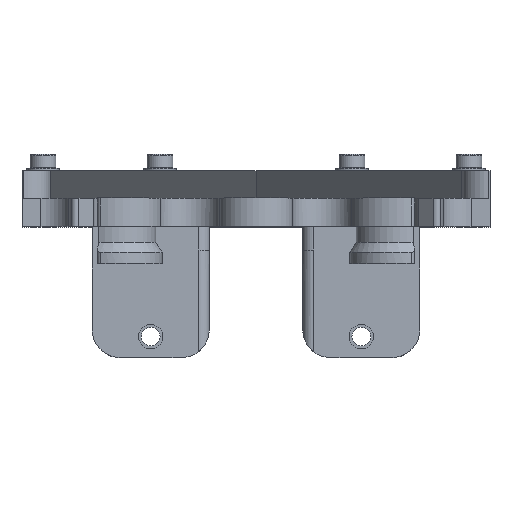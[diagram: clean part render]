
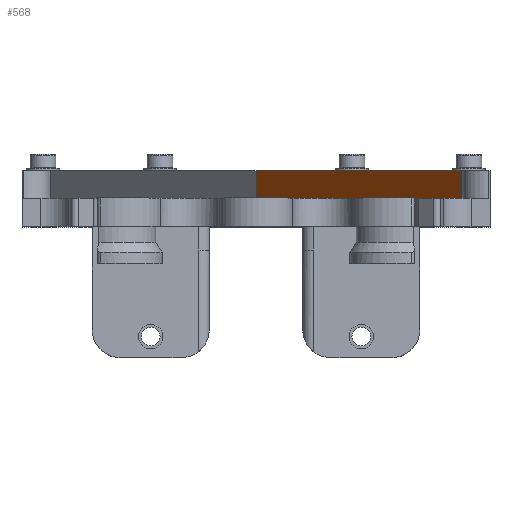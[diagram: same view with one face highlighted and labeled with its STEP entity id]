
A CAD part, top view. The second image highlights one B-rep face of the part: STEP entity #568.
In plain terms, the highlighted planar face has unit normal (-0.085, -0.705, 0.705).
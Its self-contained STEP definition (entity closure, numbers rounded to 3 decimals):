
#22 = VERTEX_POINT('',#23);
#23 = CARTESIAN_POINT('',(44.,0.,15.279));
#32 = PLANE('',#33);
#33 = AXIS2_PLACEMENT_3D('',#34,#35,#36);
#34 = CARTESIAN_POINT('',(44.,6.,21.28));
#35 = DIRECTION('',(-1.,0.,0.));
#36 = DIRECTION('',(0.,0.,1.));
#43 = PLANE('',#44);
#44 = AXIS2_PLACEMENT_3D('',#45,#46,#47);
#45 = CARTESIAN_POINT('',(-44.,0.,21.28));
#46 = DIRECTION('',(0.,1.,0.));
#47 = DIRECTION('',(0.,0.,1.));
#55 = VERTEX_POINT('',#56);
#56 = CARTESIAN_POINT('',(44.,6.,21.28));
#82 = EDGE_CURVE('',#55,#22,#83,.T.);
#83 = SURFACE_CURVE('',#84,(#88,#94),.PCURVE_S1.);
#84 = LINE('',#85,#86);
#85 = CARTESIAN_POINT('',(44.,4.68,19.96));
#86 = VECTOR('',#87,1.);
#87 = DIRECTION('',(0.,-0.707,-0.707));
#88 = PCURVE('',#32,#89);
#89 = DEFINITIONAL_REPRESENTATION('',(#90),#93);
#90 = B_SPLINE_CURVE_WITH_KNOTS('',1,(#91,#92),.UNSPECIFIED.,.F.,.F.,(2,
    2),(-1.867,6.619),.PIECEWISE_BEZIER_KNOTS.);
#91 = CARTESIAN_POINT('',(0.,0.));
#92 = CARTESIAN_POINT('',(-6.001,-6.));
#93 = ( GEOMETRIC_REPRESENTATION_CONTEXT(2) 
PARAMETRIC_REPRESENTATION_CONTEXT() REPRESENTATION_CONTEXT('2D SPACE',''
  ) );
#94 = PCURVE('',#95,#100);
#95 = PLANE('',#96);
#96 = AXIS2_PLACEMENT_3D('',#97,#98,#99);
#97 = CARTESIAN_POINT('',(0.,6.,16.));
#98 = DIRECTION('',(-0.085,-0.705,0.705)
  );
#99 = DIRECTION('',(0.993,0.,0.119));
#100 = DEFINITIONAL_REPRESENTATION('',(#101),#104);
#101 = B_SPLINE_CURVE_WITH_KNOTS('',1,(#102,#103),.UNSPECIFIED.,.F.,.F.,
  (2,2),(-1.867,6.619),.PIECEWISE_BEZIER_KNOTS.);
#102 = CARTESIAN_POINT('',(44.316,0.));
#103 = CARTESIAN_POINT('',(43.601,-8.456));
#104 = ( GEOMETRIC_REPRESENTATION_CONTEXT(2) 
PARAMETRIC_REPRESENTATION_CONTEXT() REPRESENTATION_CONTEXT('2D SPACE',''
  ) );
#330 = VERTEX_POINT('',#331);
#331 = CARTESIAN_POINT('',(0.,0.,9.999));
#344 = PLANE('',#345);
#345 = AXIS2_PLACEMENT_3D('',#346,#347,#348);
#346 = CARTESIAN_POINT('',(-44.,6.,21.28));
#347 = DIRECTION('',(0.085,-0.705,0.705)
  );
#348 = DIRECTION('',(0.993,0.,-0.119)
  );
#355 = EDGE_CURVE('',#330,#22,#356,.T.);
#356 = SURFACE_CURVE('',#357,(#361,#367),.PCURVE_S1.);
#357 = LINE('',#358,#359);
#358 = CARTESIAN_POINT('',(-20.665,0.,
    7.519));
#359 = VECTOR('',#360,1.);
#360 = DIRECTION('',(0.993,0.,0.119));
#361 = PCURVE('',#43,#362);
#362 = DEFINITIONAL_REPRESENTATION('',(#363),#366);
#363 = B_SPLINE_CURVE_WITH_KNOTS('',1,(#364,#365),.UNSPECIFIED.,.F.,.F.,
  (2,2),(20.814,65.129),.PIECEWISE_BEZIER_KNOTS.);
#364 = CARTESIAN_POINT('',(-11.281,44.));
#365 = CARTESIAN_POINT('',(-6.001,88.));
#366 = ( GEOMETRIC_REPRESENTATION_CONTEXT(2) 
PARAMETRIC_REPRESENTATION_CONTEXT() REPRESENTATION_CONTEXT('2D SPACE',''
  ) );
#367 = PCURVE('',#95,#368);
#368 = DEFINITIONAL_REPRESENTATION('',(#369),#372);
#369 = B_SPLINE_CURVE_WITH_KNOTS('',1,(#370,#371),.UNSPECIFIED.,.F.,.F.,
  (2,2),(20.814,65.129),.PIECEWISE_BEZIER_KNOTS.);
#370 = CARTESIAN_POINT('',(-0.715,-8.456));
#371 = CARTESIAN_POINT('',(43.601,-8.456));
#372 = ( GEOMETRIC_REPRESENTATION_CONTEXT(2) 
PARAMETRIC_REPRESENTATION_CONTEXT() REPRESENTATION_CONTEXT('2D SPACE',''
  ) );
#534 = PLANE('',#535);
#535 = AXIS2_PLACEMENT_3D('',#536,#537,#538);
#536 = CARTESIAN_POINT('',(-44.,6.,21.28));
#537 = DIRECTION('',(0.,1.,0.));
#538 = DIRECTION('',(0.,0.,1.));
#568 = ADVANCED_FACE('',(#569),#95,.T.);
#569 = FACE_BOUND('',#570,.T.);
#570 = EDGE_LOOP('',(#571,#592,#593,#594));
#571 = ORIENTED_EDGE('',*,*,#572,.T.);
#572 = EDGE_CURVE('',#573,#330,#575,.T.);
#573 = VERTEX_POINT('',#574);
#574 = CARTESIAN_POINT('',(0.,6.,16.));
#575 = SURFACE_CURVE('',#576,(#580,#586),.PCURVE_S1.);
#576 = LINE('',#577,#578);
#577 = CARTESIAN_POINT('',(0.,7.32,17.32));
#578 = VECTOR('',#579,1.);
#579 = DIRECTION('',(0.,-0.707,-0.707));
#580 = PCURVE('',#95,#581);
#581 = DEFINITIONAL_REPRESENTATION('',(#582),#585);
#582 = B_SPLINE_CURVE_WITH_KNOTS('',1,(#583,#584),.UNSPECIFIED.,.F.,.F.,
  (2,2),(1.867,10.353),.PIECEWISE_BEZIER_KNOTS.);
#583 = CARTESIAN_POINT('',(0.,0.));
#584 = CARTESIAN_POINT('',(-0.715,-8.456));
#585 = ( GEOMETRIC_REPRESENTATION_CONTEXT(2) 
PARAMETRIC_REPRESENTATION_CONTEXT() REPRESENTATION_CONTEXT('2D SPACE',''
  ) );
#586 = PCURVE('',#344,#587);
#587 = DEFINITIONAL_REPRESENTATION('',(#588),#591);
#588 = B_SPLINE_CURVE_WITH_KNOTS('',1,(#589,#590),.UNSPECIFIED.,.F.,.F.,
  (2,2),(1.867,10.353),.PIECEWISE_BEZIER_KNOTS.);
#589 = CARTESIAN_POINT('',(44.316,0.));
#590 = CARTESIAN_POINT('',(45.031,-8.456));
#591 = ( GEOMETRIC_REPRESENTATION_CONTEXT(2) 
PARAMETRIC_REPRESENTATION_CONTEXT() REPRESENTATION_CONTEXT('2D SPACE',''
  ) );
#592 = ORIENTED_EDGE('',*,*,#355,.T.);
#593 = ORIENTED_EDGE('',*,*,#82,.F.);
#594 = ORIENTED_EDGE('',*,*,#595,.F.);
#595 = EDGE_CURVE('',#573,#55,#596,.T.);
#596 = SURFACE_CURVE('',#597,(#601,#607),.PCURVE_S1.);
#597 = LINE('',#598,#599);
#598 = CARTESIAN_POINT('',(-21.375,6.,13.435));
#599 = VECTOR('',#600,1.);
#600 = DIRECTION('',(0.993,0.,0.119));
#601 = PCURVE('',#95,#602);
#602 = DEFINITIONAL_REPRESENTATION('',(#603),#606);
#603 = B_SPLINE_CURVE_WITH_KNOTS('',1,(#604,#605),.UNSPECIFIED.,.F.,.F.,
  (2,2),(21.529,65.844),.PIECEWISE_BEZIER_KNOTS.);
#604 = CARTESIAN_POINT('',(0.,0.));
#605 = CARTESIAN_POINT('',(44.316,0.));
#606 = ( GEOMETRIC_REPRESENTATION_CONTEXT(2) 
PARAMETRIC_REPRESENTATION_CONTEXT() REPRESENTATION_CONTEXT('2D SPACE',''
  ) );
#607 = PCURVE('',#534,#608);
#608 = DEFINITIONAL_REPRESENTATION('',(#609),#612);
#609 = B_SPLINE_CURVE_WITH_KNOTS('',1,(#610,#611),.UNSPECIFIED.,.F.,.F.,
  (2,2),(21.529,65.844),.PIECEWISE_BEZIER_KNOTS.);
#610 = CARTESIAN_POINT('',(-5.28,44.));
#611 = CARTESIAN_POINT('',(0.,88.));
#612 = ( GEOMETRIC_REPRESENTATION_CONTEXT(2) 
PARAMETRIC_REPRESENTATION_CONTEXT() REPRESENTATION_CONTEXT('2D SPACE',''
  ) );
